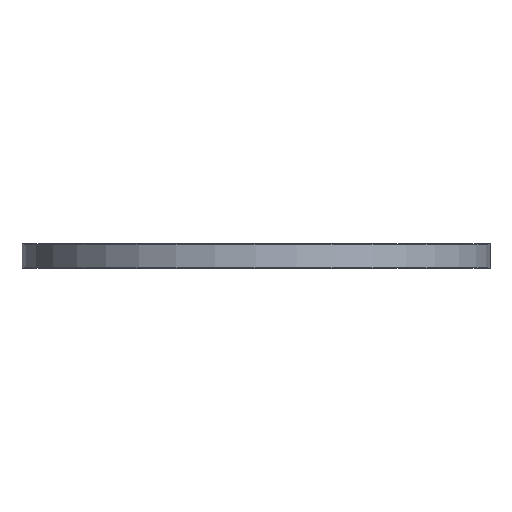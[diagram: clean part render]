
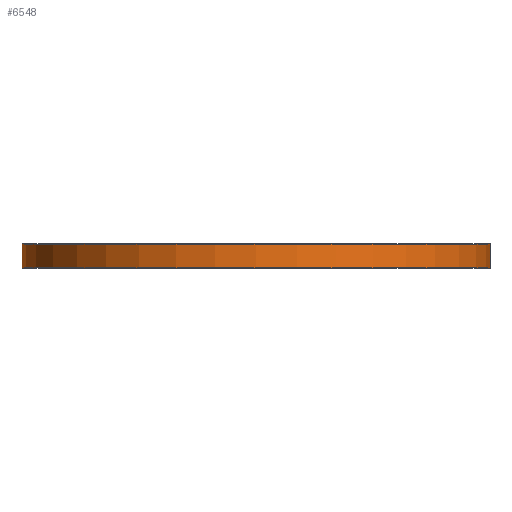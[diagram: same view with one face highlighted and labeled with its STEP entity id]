
A CAD part, front view. The second image highlights one B-rep face of the part: STEP entity #6548.
In plain terms, the highlighted cylindrical face has radius 15 mm (diameter 30 mm), a full revolution.
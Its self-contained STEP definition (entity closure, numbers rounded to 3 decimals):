
#6548 = ADVANCED_FACE('',(#6549),#6576,.T.);
#6549 = FACE_BOUND('',#6550,.F.);
#6550 = EDGE_LOOP('',(#6551,#6561,#6568,#6569));
#6551 = ORIENTED_EDGE('',*,*,#6552,.T.);
#6552 = EDGE_CURVE('',#6553,#6555,#6557,.T.);
#6553 = VERTEX_POINT('',#6554);
#6554 = CARTESIAN_POINT('',(163.7,-91.,0.));
#6555 = VERTEX_POINT('',#6556);
#6556 = CARTESIAN_POINT('',(163.7,-91.,1.51));
#6557 = LINE('',#6558,#6559);
#6558 = CARTESIAN_POINT('',(163.7,-91.,0.));
#6559 = VECTOR('',#6560,1.);
#6560 = DIRECTION('',(0.,0.,1.));
#6561 = ORIENTED_EDGE('',*,*,#6562,.T.);
#6562 = EDGE_CURVE('',#6555,#6555,#6563,.T.);
#6563 = CIRCLE('',#6564,15.);
#6564 = AXIS2_PLACEMENT_3D('',#6565,#6566,#6567);
#6565 = CARTESIAN_POINT('',(148.7,-91.,1.51));
#6566 = DIRECTION('',(0.,0.,1.));
#6567 = DIRECTION('',(1.,0.,-0.));
#6568 = ORIENTED_EDGE('',*,*,#6552,.F.);
#6569 = ORIENTED_EDGE('',*,*,#6570,.F.);
#6570 = EDGE_CURVE('',#6553,#6553,#6571,.T.);
#6571 = CIRCLE('',#6572,15.);
#6572 = AXIS2_PLACEMENT_3D('',#6573,#6574,#6575);
#6573 = CARTESIAN_POINT('',(148.7,-91.,0.));
#6574 = DIRECTION('',(0.,0.,1.));
#6575 = DIRECTION('',(1.,0.,-0.));
#6576 = CYLINDRICAL_SURFACE('',#6577,15.);
#6577 = AXIS2_PLACEMENT_3D('',#6578,#6579,#6580);
#6578 = CARTESIAN_POINT('',(148.7,-91.,0.));
#6579 = DIRECTION('',(-0.,-0.,-1.));
#6580 = DIRECTION('',(1.,0.,-0.));
